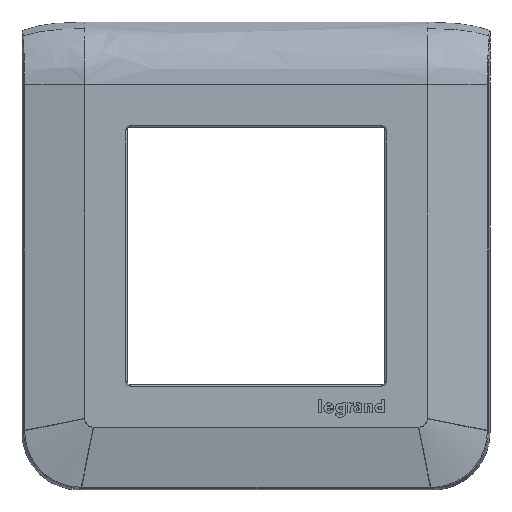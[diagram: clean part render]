
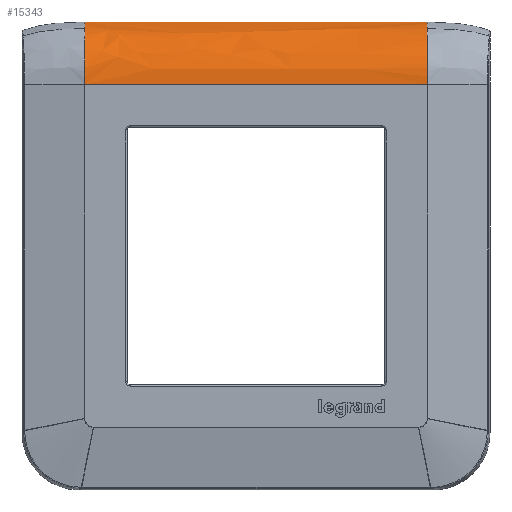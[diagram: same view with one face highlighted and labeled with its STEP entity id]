
A CAD part, top view. The second image highlights one B-rep face of the part: STEP entity #15343.
In plain terms, the highlighted face is a extrusion surface.
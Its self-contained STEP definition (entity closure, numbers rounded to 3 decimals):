
#2296=CARTESIAN_POINT('Line Origine',(0.,30.,8.5)) ;
#2300=CARTESIAN_POINT('Vertex',(-29.983,30.,8.5)) ;
#2302=CARTESIAN_POINT('Vertex',(29.983,30.,8.5)) ;
#15267=CARTESIAN_POINT('Control Point',(0.,30.,8.5)) ;
#15268=CARTESIAN_POINT('Control Point',(0.,32.78,8.5)) ;
#15269=CARTESIAN_POINT('Control Point',(0.,35.561,8.5)) ;
#15270=CARTESIAN_POINT('Control Point',(0.,38.467,5.519)) ;
#15271=CARTESIAN_POINT('Control Point',(0.,40.28,2.686)) ;
#15272=CARTESIAN_POINT('Control Point',(0.,41.,0.)) ;
#15277=CARTESIAN_POINT('Control Point',(30.,39.833,2.755)) ;
#15278=CARTESIAN_POINT('Control Point',(30.,40.346,1.867)) ;
#15279=CARTESIAN_POINT('Control Point',(30.,40.749,0.935)) ;
#15280=CARTESIAN_POINT('Control Point',(30.,41.,0.)) ;
#15281=CARTESIAN_POINT('Vertex',(30.,39.833,2.755)) ;
#15283=CARTESIAN_POINT('Vertex',(30.,41.,0.)) ;
#15286=CARTESIAN_POINT('Line Origine',(0.,41.,0.)) ;
#15290=CARTESIAN_POINT('Vertex',(-30.,41.,0.)) ;
#15294=CARTESIAN_POINT('Control Point',(-30.,39.833,2.755)) ;
#15295=CARTESIAN_POINT('Control Point',(-30.,40.346,1.867)) ;
#15296=CARTESIAN_POINT('Control Point',(-30.,40.749,0.935)) ;
#15297=CARTESIAN_POINT('Control Point',(-30.,41.,0.)) ;
#15298=CARTESIAN_POINT('Vertex',(-30.,39.833,2.755)) ;
#15302=CARTESIAN_POINT('Control Point',(-30.,39.833,2.755)) ;
#15303=CARTESIAN_POINT('Control Point',(-29.999,39.449,3.421)) ;
#15304=CARTESIAN_POINT('Control Point',(-29.998,39.006,4.078)) ;
#15305=CARTESIAN_POINT('Control Point',(-29.998,38.501,4.722)) ;
#15306=CARTESIAN_POINT('Control Point',(-29.996,37.679,5.628)) ;
#15307=CARTESIAN_POINT('Control Point',(-29.993,36.757,6.419)) ;
#15308=CARTESIAN_POINT('Control Point',(-29.992,36.422,6.68)) ;
#15309=CARTESIAN_POINT('Control Point',(-29.989,35.564,7.281)) ;
#15310=CARTESIAN_POINT('Control Point',(-29.987,34.644,7.755)) ;
#15311=CARTESIAN_POINT('Control Point',(-29.985,34.077,7.985)) ;
#15312=CARTESIAN_POINT('Control Point',(-29.984,32.929,8.329)) ;
#15313=CARTESIAN_POINT('Control Point',(-29.983,31.755,8.472)) ;
#15314=CARTESIAN_POINT('Control Point',(-29.983,31.169,8.5)) ;
#15315=CARTESIAN_POINT('Control Point',(-29.983,30.584,8.5)) ;
#15316=CARTESIAN_POINT('Control Point',(-29.983,30.,8.5)) ;
#15319=CARTESIAN_POINT('Control Point',(30.,39.833,2.755)) ;
#15320=CARTESIAN_POINT('Control Point',(29.999,39.449,3.421)) ;
#15321=CARTESIAN_POINT('Control Point',(29.998,39.006,4.078)) ;
#15322=CARTESIAN_POINT('Control Point',(29.998,38.501,4.722)) ;
#15323=CARTESIAN_POINT('Control Point',(29.996,37.679,5.628)) ;
#15324=CARTESIAN_POINT('Control Point',(29.993,36.757,6.419)) ;
#15325=CARTESIAN_POINT('Control Point',(29.992,36.422,6.68)) ;
#15326=CARTESIAN_POINT('Control Point',(29.989,35.564,7.281)) ;
#15327=CARTESIAN_POINT('Control Point',(29.987,34.644,7.755)) ;
#15328=CARTESIAN_POINT('Control Point',(29.985,34.077,7.985)) ;
#15329=CARTESIAN_POINT('Control Point',(29.984,32.929,8.329)) ;
#15330=CARTESIAN_POINT('Control Point',(29.983,31.755,8.472)) ;
#15331=CARTESIAN_POINT('Control Point',(29.983,31.169,8.5)) ;
#15332=CARTESIAN_POINT('Control Point',(29.983,30.584,8.5)) ;
#15333=CARTESIAN_POINT('Control Point',(29.983,30.,8.5)) ;
#2297=DIRECTION('Vector Direction',(1.,0.,0.)) ;
#15273=DIRECTION('Vector Direction',(1.,0.,0.)) ;
#15287=DIRECTION('Vector Direction',(1.,0.,0.)) ;
#2298=VECTOR('Line Direction',#2297,1.) ;
#15274=VECTOR('Extrusion Surface Vector',#15273,1.) ;
#15288=VECTOR('Line Direction',#15287,1.) ;
#15336=ORIENTED_EDGE('',*,*,#15285,.T.) ;
#15337=ORIENTED_EDGE('',*,*,#15292,.F.) ;
#15338=ORIENTED_EDGE('',*,*,#15300,.F.) ;
#15339=ORIENTED_EDGE('',*,*,#15317,.T.) ;
#15340=ORIENTED_EDGE('',*,*,#2304,.T.) ;
#15341=ORIENTED_EDGE('',*,*,#15334,.T.) ;
#15343=ADVANCED_FACE('ABS',(#15342),#15275,.F.) ;
#15266=B_SPLINE_CURVE_WITH_KNOTS('',5,(#15267,#15268,#15269,#15270,#15271,#15272),.UNSPECIFIED.,.F.,.U.,(6,6),(0.,13.901),.UNSPECIFIED.) ;
#15276=B_SPLINE_CURVE_WITH_KNOTS('',3,(#15277,#15278,#15279,#15280),.UNSPECIFIED.,.F.,.U.,(4,4),(16.395,20.504),.UNSPECIFIED.) ;
#15293=B_SPLINE_CURVE_WITH_KNOTS('',3,(#15294,#15295,#15296,#15297),.UNSPECIFIED.,.F.,.U.,(4,4),(16.395,20.504),.UNSPECIFIED.) ;
#15301=B_SPLINE_CURVE_WITH_KNOTS('',5,(#15302,#15303,#15304,#15305,#15306,#15307,#15308,#15309,#15310,#15311,#15312,#15313,#15314,#15315,#15316),.UNSPECIFIED.,.F.,.U.,(6,3,3,3,6),(0.,5.041,7.775,11.8,15.777),.UNSPECIFIED.) ;
#15318=B_SPLINE_CURVE_WITH_KNOTS('',5,(#15319,#15320,#15321,#15322,#15323,#15324,#15325,#15326,#15327,#15328,#15329,#15330,#15331,#15332,#15333),.UNSPECIFIED.,.F.,.U.,(6,3,3,3,6),(0.,5.041,7.775,11.8,15.777),.UNSPECIFIED.) ;
#2304=EDGE_CURVE('',#2301,#2303,#2299,.T.) ;
#15285=EDGE_CURVE('',#15282,#15284,#15276,.T.) ;
#15292=EDGE_CURVE('',#15291,#15284,#15289,.T.) ;
#15300=EDGE_CURVE('',#15299,#15291,#15293,.T.) ;
#15317=EDGE_CURVE('',#15299,#2301,#15301,.T.) ;
#15334=EDGE_CURVE('',#2303,#15282,#15318,.F.) ;
#15335=EDGE_LOOP('',(#15336,#15337,#15338,#15339,#15340,#15341)) ;
#15342=FACE_OUTER_BOUND('',#15335,.T.) ;
#2299=LINE('Line',#2296,#2298) ;
#15289=LINE('Line',#15286,#15288) ;
#15275=SURFACE_OF_LINEAR_EXTRUSION('generated tabulated cylinder',#15266,#15274) ;
#2301=VERTEX_POINT('',#2300) ;
#2303=VERTEX_POINT('',#2302) ;
#15282=VERTEX_POINT('',#15281) ;
#15284=VERTEX_POINT('',#15283) ;
#15291=VERTEX_POINT('',#15290) ;
#15299=VERTEX_POINT('',#15298) ;
